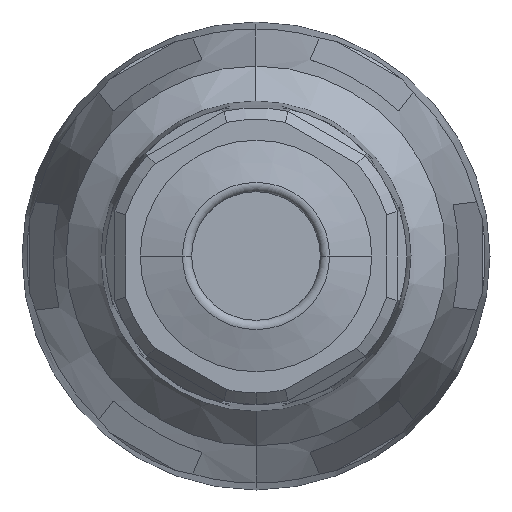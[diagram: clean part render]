
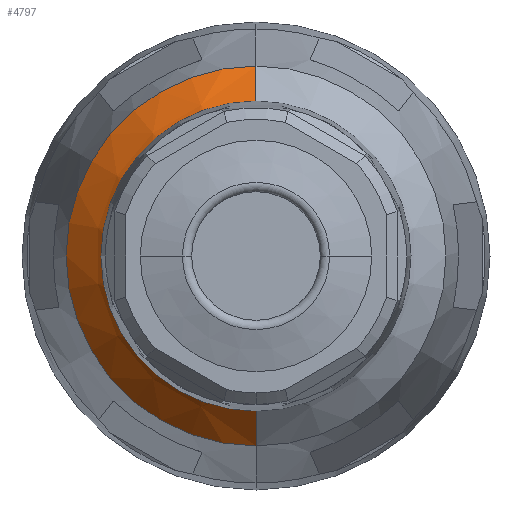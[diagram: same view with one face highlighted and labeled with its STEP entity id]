
A CAD part, left-side view. The second image highlights one B-rep face of the part: STEP entity #4797.
In plain terms, the highlighted conical face has half-angle 45 degrees and reference radius 17.85 mm.
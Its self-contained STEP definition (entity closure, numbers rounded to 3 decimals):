
#554 = CIRCLE ( 'NONE', #4110, 25.85 ) ;
#632 = CARTESIAN_POINT ( 'NONE',  ( -17.95, 0., 17.85 ) ) ;
#637 = CARTESIAN_POINT ( 'NONE',  ( -17.95, 0., 0. ) ) ;
#730 = CARTESIAN_POINT ( 'NONE',  ( -9.95, 0., 25.85 ) ) ;
#930 = CARTESIAN_POINT ( 'NONE',  ( -9.95, 0., 0. ) ) ;
#1079 = LINE ( 'NONE', #3481, #2556 ) ;
#1156 = CARTESIAN_POINT ( 'NONE',  ( -17.95, 0., -17.85 ) ) ;
#1197 = DIRECTION ( 'NONE',  ( 0., 0., 1. ) ) ;
#1487 = DIRECTION ( 'NONE',  ( 0., 0., 1. ) ) ;
#1500 = EDGE_CURVE ( 'NONE', #5764, #1821, #3837, .T. ) ;
#1658 = EDGE_LOOP ( 'NONE', ( #5341, #2181, #5062, #6217 ) ) ;
#1706 = VERTEX_POINT ( 'NONE', #1156 ) ;
#1821 = VERTEX_POINT ( 'NONE', #730 ) ;
#1863 = DIRECTION ( 'NONE',  ( 0., 0., -1. ) ) ;
#2181 = ORIENTED_EDGE ( 'NONE', *, *, #1500, .T. ) ;
#2556 = VECTOR ( 'NONE', #6776, 1000. ) ;
#2615 = CARTESIAN_POINT ( 'NONE',  ( -17.95, 0., 17.85 ) ) ;
#3012 = EDGE_CURVE ( 'NONE', #1821, #6703, #554, .T. ) ;
#3395 = EDGE_CURVE ( 'NONE', #1706, #6703, #1079, .T. ) ;
#3481 = CARTESIAN_POINT ( 'NONE',  ( -17.95, 0., -17.85 ) ) ;
#3496 = CARTESIAN_POINT ( 'NONE',  ( -17.95, 0., 0. ) ) ;
#3594 = CONICAL_SURFACE ( 'NONE', #6540, 17.85, 0.785 ) ;
#3837 = LINE ( 'NONE', #2615, #6579 ) ;
#4110 = AXIS2_PLACEMENT_3D ( 'NONE', #930, #4781, #1487 ) ;
#4510 = DIRECTION ( 'NONE',  ( -1., 0., 0. ) ) ;
#4781 = DIRECTION ( 'NONE',  ( -1., 0., 0. ) ) ;
#4797 = ADVANCED_FACE ( 'NONE', ( #6685 ), #3594, .T. ) ;
#5040 = AXIS2_PLACEMENT_3D ( 'NONE', #637, #4510, #1197 ) ;
#5062 = ORIENTED_EDGE ( 'NONE', *, *, #3012, .T. ) ;
#5341 = ORIENTED_EDGE ( 'NONE', *, *, #6805, .F. ) ;
#5386 = DIRECTION ( 'NONE',  ( 0.707, 0., 0.707 ) ) ;
#5544 = CARTESIAN_POINT ( 'NONE',  ( -9.95, 0., -25.85 ) ) ;
#5702 = DIRECTION ( 'NONE',  ( 1., 0., 0. ) ) ;
#5764 = VERTEX_POINT ( 'NONE', #632 ) ;
#6040 = CIRCLE ( 'NONE', #5040, 17.85 ) ;
#6217 = ORIENTED_EDGE ( 'NONE', *, *, #3395, .F. ) ;
#6540 = AXIS2_PLACEMENT_3D ( 'NONE', #3496, #5702, #1863 ) ;
#6579 = VECTOR ( 'NONE', #5386, 1000. ) ;
#6685 = FACE_OUTER_BOUND ( 'NONE', #1658, .T. ) ;
#6703 = VERTEX_POINT ( 'NONE', #5544 ) ;
#6776 = DIRECTION ( 'NONE',  ( 0.707, 0., -0.707 ) ) ;
#6805 = EDGE_CURVE ( 'NONE', #5764, #1706, #6040, .T. ) ;
